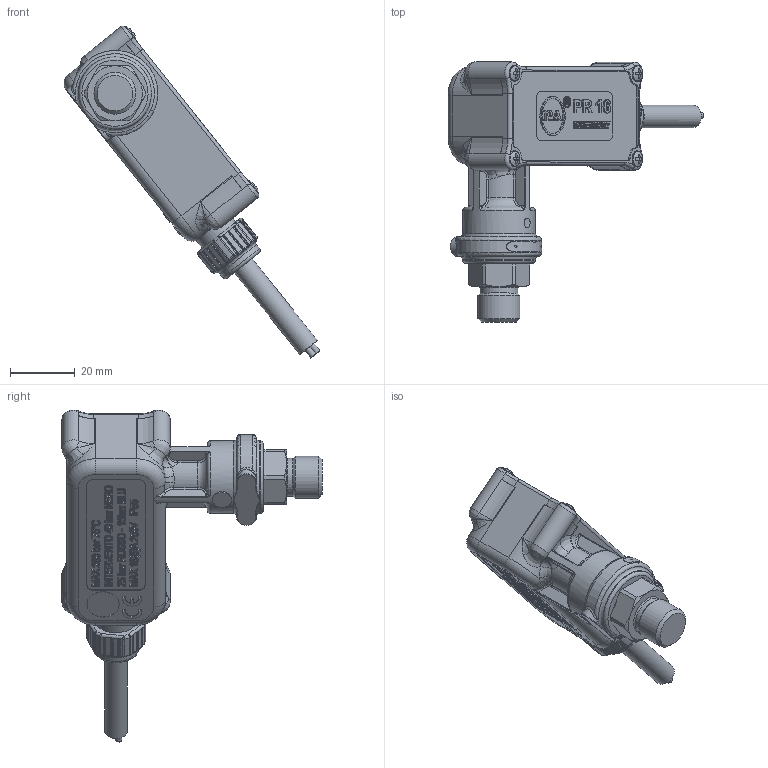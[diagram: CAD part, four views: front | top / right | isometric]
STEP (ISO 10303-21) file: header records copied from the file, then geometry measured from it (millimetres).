
FILE_DESCRIPTION((''),'2;1');
FILE_NAME('29004040_Contorno semplificato_1.stp','2011-01-05T11:18:19',('paoloc'),(''),'Autodesk Inventor 2011','Autodesk Inventor 2011','');
FILE_SCHEMA(('AUTOMOTIVE_DESIGN { 1 0 10303 214 1 1 1 1 }'));
Length unit declared in the file: millimetre
Products named in the file (1): 29004040_Contorno semplificato_1
Bounding box: 79.34 x 80.6 x 102.89 mm (x, y, z)
Volume: 69412 mm3; surface area: 14871.1 mm2
Topology: 1 solids, 2 shells, 2152 faces, 5569 edges, 3485 vertices
Faces by surface type: plane 883, bspline 791, cylinder 295, torus 111, sphere 41, cone 31
Full cylindrical faces by diameter (mm): 2 x2, 2.9 x1, 3.34 x1, 5 x4, 7 x1, 10 x1, 10.909 x1, 11.7 x1, 12 x1, 13 x1, 13.157 x1, 14.5 x1, 16.5 x1, 22.5 x2
Entity records: 78557 total; most frequent: CARTESIAN_POINT 31624, ORIENTED_EDGE 10902, DIRECTION 7469, EDGE_CURVE 5451, VERTEX_POINT 3475, VECTOR 2813, LINE 2813, EDGE_LOOP 2331
